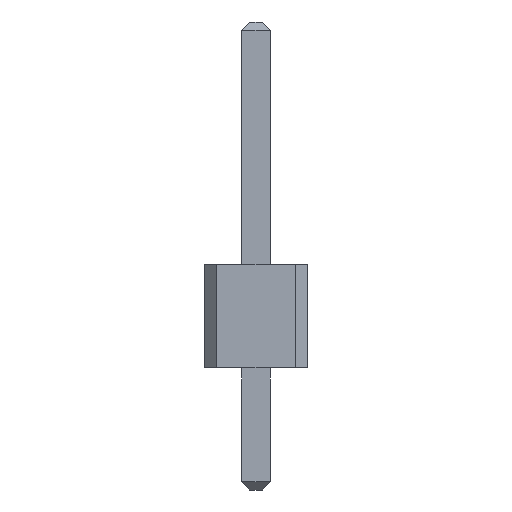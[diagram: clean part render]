
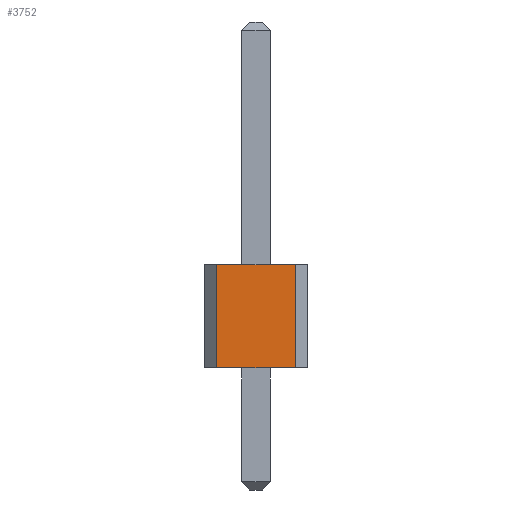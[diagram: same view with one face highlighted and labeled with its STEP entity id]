
A CAD part, front view. The second image highlights one B-rep face of the part: STEP entity #3752.
In plain terms, the highlighted planar face has unit normal (0, -1, 0).
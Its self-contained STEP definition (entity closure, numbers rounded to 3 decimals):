
#2834 = PLANE('',#2835);
#2835 = AXIS2_PLACEMENT_3D('',#2836,#2837,#2838);
#2836 = CARTESIAN_POINT('',(0.,-15.24,
    0.));
#2837 = DIRECTION('',(0.,0.,1.));
#2838 = DIRECTION('',(1.,0.,0.));
#3093 = PLANE('',#3094);
#3094 = AXIS2_PLACEMENT_3D('',#3095,#3096,#3097);
#3095 = CARTESIAN_POINT('',(0.,-15.24,2.54));
#3096 = DIRECTION('',(0.,0.,1.));
#3097 = DIRECTION('',(1.,0.,0.));
#3319 = VERTEX_POINT('',#3320);
#3320 = CARTESIAN_POINT('',(-0.97,-16.51,0.));
#3334 = PLANE('',#3335);
#3335 = AXIS2_PLACEMENT_3D('',#3336,#3337,#3338);
#3336 = CARTESIAN_POINT('',(-1.12,-16.36,0.));
#3337 = DIRECTION('',(-0.707,-0.707,0.));
#3338 = DIRECTION('',(0.,0.,1.));
#3346 = EDGE_CURVE('',#3347,#3319,#3349,.T.);
#3347 = VERTEX_POINT('',#3348);
#3348 = CARTESIAN_POINT('',(0.97,-16.51,0.));
#3349 = SURFACE_CURVE('',#3350,(#3354,#3361),.PCURVE_S1.);
#3350 = LINE('',#3351,#3352);
#3351 = CARTESIAN_POINT('',(1.27,-16.51,0.));
#3352 = VECTOR('',#3353,1.);
#3353 = DIRECTION('',(-1.,0.,0.));
#3354 = PCURVE('',#2834,#3355);
#3355 = DEFINITIONAL_REPRESENTATION('',(#3356),#3360);
#3356 = LINE('',#3357,#3358);
#3357 = CARTESIAN_POINT('',(1.27,-1.27));
#3358 = VECTOR('',#3359,1.);
#3359 = DIRECTION('',(-1.,0.));
#3360 = ( GEOMETRIC_REPRESENTATION_CONTEXT(2) 
PARAMETRIC_REPRESENTATION_CONTEXT() REPRESENTATION_CONTEXT('2D SPACE',''
  ) );
#3361 = PCURVE('',#3362,#3367);
#3362 = PLANE('',#3363);
#3363 = AXIS2_PLACEMENT_3D('',#3364,#3365,#3366);
#3364 = CARTESIAN_POINT('',(1.27,-16.51,0.));
#3365 = DIRECTION('',(0.,-1.,0.));
#3366 = DIRECTION('',(-1.,0.,0.));
#3367 = DEFINITIONAL_REPRESENTATION('',(#3368),#3372);
#3368 = LINE('',#3369,#3370);
#3369 = CARTESIAN_POINT('',(0.,-0.));
#3370 = VECTOR('',#3371,1.);
#3371 = DIRECTION('',(1.,0.));
#3372 = ( GEOMETRIC_REPRESENTATION_CONTEXT(2) 
PARAMETRIC_REPRESENTATION_CONTEXT() REPRESENTATION_CONTEXT('2D SPACE',''
  ) );
#3390 = PLANE('',#3391);
#3391 = AXIS2_PLACEMENT_3D('',#3392,#3393,#3394);
#3392 = CARTESIAN_POINT('',(1.12,-16.36,0.));
#3393 = DIRECTION('',(0.707,-0.707,0.));
#3394 = DIRECTION('',(0.,0.,1.));
#3583 = VERTEX_POINT('',#3584);
#3584 = CARTESIAN_POINT('',(-0.97,-16.51,2.54));
#3605 = EDGE_CURVE('',#3606,#3583,#3608,.T.);
#3606 = VERTEX_POINT('',#3607);
#3607 = CARTESIAN_POINT('',(0.97,-16.51,2.54));
#3608 = SURFACE_CURVE('',#3609,(#3613,#3620),.PCURVE_S1.);
#3609 = LINE('',#3610,#3611);
#3610 = CARTESIAN_POINT('',(1.27,-16.51,2.54));
#3611 = VECTOR('',#3612,1.);
#3612 = DIRECTION('',(-1.,0.,0.));
#3613 = PCURVE('',#3093,#3614);
#3614 = DEFINITIONAL_REPRESENTATION('',(#3615),#3619);
#3615 = LINE('',#3616,#3617);
#3616 = CARTESIAN_POINT('',(1.27,-1.27));
#3617 = VECTOR('',#3618,1.);
#3618 = DIRECTION('',(-1.,0.));
#3619 = ( GEOMETRIC_REPRESENTATION_CONTEXT(2) 
PARAMETRIC_REPRESENTATION_CONTEXT() REPRESENTATION_CONTEXT('2D SPACE',''
  ) );
#3620 = PCURVE('',#3362,#3621);
#3621 = DEFINITIONAL_REPRESENTATION('',(#3622),#3626);
#3622 = LINE('',#3623,#3624);
#3623 = CARTESIAN_POINT('',(0.,-2.54));
#3624 = VECTOR('',#3625,1.);
#3625 = DIRECTION('',(1.,0.));
#3626 = ( GEOMETRIC_REPRESENTATION_CONTEXT(2) 
PARAMETRIC_REPRESENTATION_CONTEXT() REPRESENTATION_CONTEXT('2D SPACE',''
  ) );
#3732 = EDGE_CURVE('',#3347,#3606,#3733,.T.);
#3733 = SURFACE_CURVE('',#3734,(#3738,#3745),.PCURVE_S1.);
#3734 = LINE('',#3735,#3736);
#3735 = CARTESIAN_POINT('',(0.97,-16.51,0.));
#3736 = VECTOR('',#3737,1.);
#3737 = DIRECTION('',(0.,0.,1.));
#3738 = PCURVE('',#3390,#3739);
#3739 = DEFINITIONAL_REPRESENTATION('',(#3740),#3744);
#3740 = LINE('',#3741,#3742);
#3741 = CARTESIAN_POINT('',(0.,0.212));
#3742 = VECTOR('',#3743,1.);
#3743 = DIRECTION('',(1.,0.));
#3744 = ( GEOMETRIC_REPRESENTATION_CONTEXT(2) 
PARAMETRIC_REPRESENTATION_CONTEXT() REPRESENTATION_CONTEXT('2D SPACE',''
  ) );
#3745 = PCURVE('',#3362,#3746);
#3746 = DEFINITIONAL_REPRESENTATION('',(#3747),#3751);
#3747 = LINE('',#3748,#3749);
#3748 = CARTESIAN_POINT('',(0.3,0.));
#3749 = VECTOR('',#3750,1.);
#3750 = DIRECTION('',(0.,-1.));
#3751 = ( GEOMETRIC_REPRESENTATION_CONTEXT(2) 
PARAMETRIC_REPRESENTATION_CONTEXT() REPRESENTATION_CONTEXT('2D SPACE',''
  ) );
#3752 = ADVANCED_FACE('',(#3753),#3362,.T.);
#3753 = FACE_BOUND('',#3754,.T.);
#3754 = EDGE_LOOP('',(#3755,#3756,#3757,#3758));
#3755 = ORIENTED_EDGE('',*,*,#3346,.F.);
#3756 = ORIENTED_EDGE('',*,*,#3732,.T.);
#3757 = ORIENTED_EDGE('',*,*,#3605,.T.);
#3758 = ORIENTED_EDGE('',*,*,#3759,.F.);
#3759 = EDGE_CURVE('',#3319,#3583,#3760,.T.);
#3760 = SURFACE_CURVE('',#3761,(#3765,#3772),.PCURVE_S1.);
#3761 = LINE('',#3762,#3763);
#3762 = CARTESIAN_POINT('',(-0.97,-16.51,0.));
#3763 = VECTOR('',#3764,1.);
#3764 = DIRECTION('',(0.,0.,1.));
#3765 = PCURVE('',#3362,#3766);
#3766 = DEFINITIONAL_REPRESENTATION('',(#3767),#3771);
#3767 = LINE('',#3768,#3769);
#3768 = CARTESIAN_POINT('',(2.24,0.));
#3769 = VECTOR('',#3770,1.);
#3770 = DIRECTION('',(0.,-1.));
#3771 = ( GEOMETRIC_REPRESENTATION_CONTEXT(2) 
PARAMETRIC_REPRESENTATION_CONTEXT() REPRESENTATION_CONTEXT('2D SPACE',''
  ) );
#3772 = PCURVE('',#3334,#3773);
#3773 = DEFINITIONAL_REPRESENTATION('',(#3774),#3778);
#3774 = LINE('',#3775,#3776);
#3775 = CARTESIAN_POINT('',(0.,-0.212));
#3776 = VECTOR('',#3777,1.);
#3777 = DIRECTION('',(1.,0.));
#3778 = ( GEOMETRIC_REPRESENTATION_CONTEXT(2) 
PARAMETRIC_REPRESENTATION_CONTEXT() REPRESENTATION_CONTEXT('2D SPACE',''
  ) );
